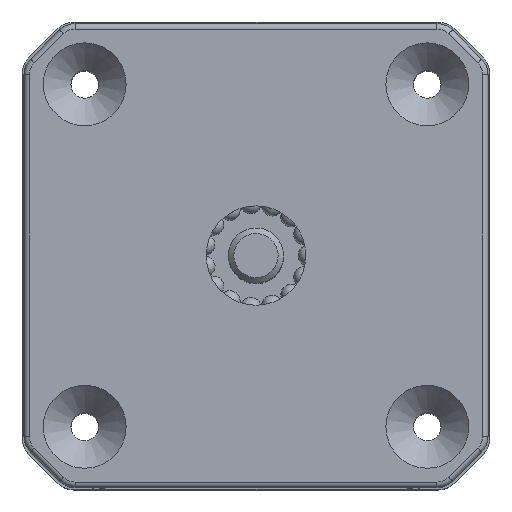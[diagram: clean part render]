
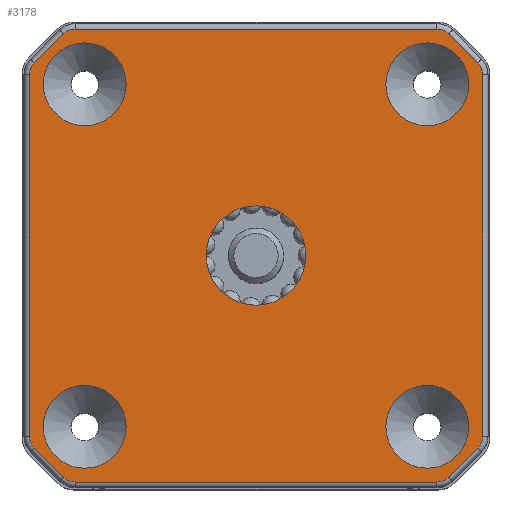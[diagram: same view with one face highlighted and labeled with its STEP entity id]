
A CAD part, top view. The second image highlights one B-rep face of the part: STEP entity #3178.
In plain terms, the highlighted planar face has unit normal (0, 0, 1).
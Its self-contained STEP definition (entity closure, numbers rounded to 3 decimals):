
#15=FACE_BOUND('',#873,.T.);
#16=FACE_BOUND('',#874,.T.);
#17=FACE_BOUND('',#875,.T.);
#18=FACE_BOUND('',#876,.T.);
#19=FACE_BOUND('',#877,.T.);
#159=LINE('',#6602,#327);
#162=LINE('',#6609,#330);
#163=LINE('',#6626,#331);
#166=LINE('',#6633,#334);
#167=LINE('',#6650,#335);
#170=LINE('',#6657,#338);
#171=LINE('',#6674,#339);
#174=LINE('',#6681,#342);
#327=VECTOR('',#3992,1000.);
#330=VECTOR('',#3999,1000.);
#331=VECTOR('',#4020,1000.);
#334=VECTOR('',#4027,1000.);
#335=VECTOR('',#4048,1000.);
#338=VECTOR('',#4055,1000.);
#339=VECTOR('',#4076,1000.);
#342=VECTOR('',#4083,1000.);
#564=PLANE('',#3500);
#697=FACE_OUTER_BOUND('',#872,.T.);
#872=EDGE_LOOP('',(#2571,#2572,#2573,#2574,#2575,#2576,#2577,#2578,#2579,
#2580,#2581,#2582,#2583,#2584,#2585,#2586));
#873=EDGE_LOOP('',(#2587));
#874=EDGE_LOOP('',(#2588));
#875=EDGE_LOOP('',(#2589));
#876=EDGE_LOOP('',(#2590));
#877=EDGE_LOOP('',(#2591));
#1071=CIRCLE('',#3420,1.5);
#1075=CIRCLE('',#3427,1.5);
#1079=CIRCLE('',#3432,1.5);
#1083=CIRCLE('',#3439,1.5);
#1087=CIRCLE('',#3444,1.5);
#1091=CIRCLE('',#3451,1.5);
#1095=CIRCLE('',#3456,1.5);
#1099=CIRCLE('',#3463,1.5);
#1116=CIRCLE('',#3501,3.75);
#1117=CIRCLE('',#3502,3.75);
#1118=CIRCLE('',#3503,3.75);
#1119=CIRCLE('',#3504,3.75);
#1120=CIRCLE('',#3505,4.5);
#1375=VERTEX_POINT('',#6590);
#1378=VERTEX_POINT('',#6595);
#1380=VERTEX_POINT('',#6600);
#1381=VERTEX_POINT('',#6605);
#1384=VERTEX_POINT('',#6612);
#1385=VERTEX_POINT('',#6617);
#1388=VERTEX_POINT('',#6624);
#1389=VERTEX_POINT('',#6629);
#1392=VERTEX_POINT('',#6636);
#1393=VERTEX_POINT('',#6641);
#1396=VERTEX_POINT('',#6648);
#1397=VERTEX_POINT('',#6653);
#1400=VERTEX_POINT('',#6660);
#1401=VERTEX_POINT('',#6665);
#1404=VERTEX_POINT('',#6672);
#1405=VERTEX_POINT('',#6677);
#1439=VERTEX_POINT('',#6790);
#1440=VERTEX_POINT('',#6792);
#1441=VERTEX_POINT('',#6794);
#1442=VERTEX_POINT('',#6796);
#1443=VERTEX_POINT('',#6798);
#1754=EDGE_CURVE('',#1375,#1378,#1071,.T.);
#1756=EDGE_CURVE('',#1378,#1380,#159,.T.);
#1760=EDGE_CURVE('',#1381,#1375,#162,.T.);
#1762=EDGE_CURVE('',#1380,#1384,#1075,.T.);
#1766=EDGE_CURVE('',#1385,#1381,#1079,.T.);
#1768=EDGE_CURVE('',#1384,#1388,#163,.T.);
#1772=EDGE_CURVE('',#1389,#1385,#166,.T.);
#1774=EDGE_CURVE('',#1388,#1392,#1083,.T.);
#1778=EDGE_CURVE('',#1393,#1389,#1087,.T.);
#1780=EDGE_CURVE('',#1392,#1396,#167,.T.);
#1784=EDGE_CURVE('',#1397,#1393,#170,.T.);
#1786=EDGE_CURVE('',#1396,#1400,#1091,.T.);
#1790=EDGE_CURVE('',#1401,#1397,#1095,.T.);
#1792=EDGE_CURVE('',#1400,#1404,#171,.T.);
#1796=EDGE_CURVE('',#1405,#1401,#174,.T.);
#1798=EDGE_CURVE('',#1404,#1405,#1099,.T.);
#1851=EDGE_CURVE('',#1439,#1439,#1116,.T.);
#1852=EDGE_CURVE('',#1440,#1440,#1117,.T.);
#1853=EDGE_CURVE('',#1441,#1441,#1118,.T.);
#1854=EDGE_CURVE('',#1442,#1442,#1119,.T.);
#1855=EDGE_CURVE('',#1443,#1443,#1120,.T.);
#2571=ORIENTED_EDGE('',*,*,#1760,.T.);
#2572=ORIENTED_EDGE('',*,*,#1754,.T.);
#2573=ORIENTED_EDGE('',*,*,#1756,.T.);
#2574=ORIENTED_EDGE('',*,*,#1762,.T.);
#2575=ORIENTED_EDGE('',*,*,#1768,.T.);
#2576=ORIENTED_EDGE('',*,*,#1774,.T.);
#2577=ORIENTED_EDGE('',*,*,#1780,.T.);
#2578=ORIENTED_EDGE('',*,*,#1786,.T.);
#2579=ORIENTED_EDGE('',*,*,#1792,.T.);
#2580=ORIENTED_EDGE('',*,*,#1798,.T.);
#2581=ORIENTED_EDGE('',*,*,#1796,.T.);
#2582=ORIENTED_EDGE('',*,*,#1790,.T.);
#2583=ORIENTED_EDGE('',*,*,#1784,.T.);
#2584=ORIENTED_EDGE('',*,*,#1778,.T.);
#2585=ORIENTED_EDGE('',*,*,#1772,.T.);
#2586=ORIENTED_EDGE('',*,*,#1766,.T.);
#2587=ORIENTED_EDGE('',*,*,#1851,.T.);
#2588=ORIENTED_EDGE('',*,*,#1852,.T.);
#2589=ORIENTED_EDGE('',*,*,#1853,.T.);
#2590=ORIENTED_EDGE('',*,*,#1854,.T.);
#2591=ORIENTED_EDGE('',*,*,#1855,.T.);
#3178=ADVANCED_FACE('',(#697,#15,#16,#17,#18,#19),#564,.F.);
#3420=AXIS2_PLACEMENT_3D('',#6597,#3986,#3987);
#3427=AXIS2_PLACEMENT_3D('',#6614,#4004,#4005);
#3432=AXIS2_PLACEMENT_3D('',#6621,#4014,#4015);
#3439=AXIS2_PLACEMENT_3D('',#6638,#4032,#4033);
#3444=AXIS2_PLACEMENT_3D('',#6645,#4042,#4043);
#3451=AXIS2_PLACEMENT_3D('',#6662,#4060,#4061);
#3456=AXIS2_PLACEMENT_3D('',#6669,#4070,#4071);
#3463=AXIS2_PLACEMENT_3D('',#6684,#4088,#4089);
#3500=AXIS2_PLACEMENT_3D('',#6789,#4198,#4199);
#3501=AXIS2_PLACEMENT_3D('',#6791,#4200,#4201);
#3502=AXIS2_PLACEMENT_3D('',#6793,#4202,#4203);
#3503=AXIS2_PLACEMENT_3D('',#6795,#4204,#4205);
#3504=AXIS2_PLACEMENT_3D('',#6797,#4206,#4207);
#3505=AXIS2_PLACEMENT_3D('',#6799,#4208,#4209);
#3986=DIRECTION('center_axis',(0.,0.,1.));
#3987=DIRECTION('ref_axis',(0.,1.,0.));
#3992=DIRECTION('',(-0.707,-0.707,0.));
#3999=DIRECTION('',(-1.,0.,0.));
#4004=DIRECTION('center_axis',(0.,0.,1.));
#4005=DIRECTION('ref_axis',(0.,1.,0.));
#4014=DIRECTION('center_axis',(0.,0.,1.));
#4015=DIRECTION('ref_axis',(0.,1.,0.));
#4020=DIRECTION('',(0.,-1.,0.));
#4027=DIRECTION('',(-0.707,0.707,0.));
#4032=DIRECTION('center_axis',(0.,0.,1.));
#4033=DIRECTION('ref_axis',(0.,1.,0.));
#4042=DIRECTION('center_axis',(0.,0.,1.));
#4043=DIRECTION('ref_axis',(0.,1.,0.));
#4048=DIRECTION('',(0.707,-0.707,0.));
#4055=DIRECTION('',(0.,1.,0.));
#4060=DIRECTION('center_axis',(0.,0.,1.));
#4061=DIRECTION('ref_axis',(0.,1.,0.));
#4070=DIRECTION('center_axis',(0.,0.,1.));
#4071=DIRECTION('ref_axis',(0.,1.,0.));
#4076=DIRECTION('',(1.,0.,0.));
#4083=DIRECTION('',(0.707,0.707,0.));
#4088=DIRECTION('center_axis',(0.,0.,1.));
#4089=DIRECTION('ref_axis',(0.,1.,0.));
#4198=DIRECTION('center_axis',(0.,0.,-1.));
#4199=DIRECTION('ref_axis',(0.,1.,0.));
#4200=DIRECTION('center_axis',(0.,0.,-1.));
#4201=DIRECTION('ref_axis',(0.,1.,0.));
#4202=DIRECTION('center_axis',(0.,0.,-1.));
#4203=DIRECTION('ref_axis',(0.,1.,0.));
#4204=DIRECTION('center_axis',(0.,0.,-1.));
#4205=DIRECTION('ref_axis',(0.,1.,0.));
#4206=DIRECTION('center_axis',(0.,0.,-1.));
#4207=DIRECTION('ref_axis',(0.,1.,0.));
#4208=DIRECTION('center_axis',(0.,0.,-1.));
#4209=DIRECTION('ref_axis',(0.,1.,0.));
#6590=CARTESIAN_POINT('',(-21.072,5.5,1125.));
#6595=CARTESIAN_POINT('',(-22.132,5.061,1125.));
#6597=CARTESIAN_POINT('Origin',(-21.072,4.,1125.));
#6600=CARTESIAN_POINT('',(-24.761,2.432,1125.));
#6602=CARTESIAN_POINT('',(-23.446,3.746,1125.));
#6605=CARTESIAN_POINT('',(11.672,5.5,1125.));
#6609=CARTESIAN_POINT('',(-4.7,5.5,1125.));
#6612=CARTESIAN_POINT('',(-25.2,1.372,1125.));
#6614=CARTESIAN_POINT('Origin',(-23.7,1.372,1125.));
#6617=CARTESIAN_POINT('',(12.732,5.061,1125.));
#6621=CARTESIAN_POINT('Origin',(11.672,4.,1125.));
#6624=CARTESIAN_POINT('',(-25.2,-31.372,1125.));
#6626=CARTESIAN_POINT('',(-25.2,-31.372,1125.));
#6629=CARTESIAN_POINT('',(15.361,2.432,1125.));
#6633=CARTESIAN_POINT('',(14.046,3.746,1125.));
#6636=CARTESIAN_POINT('',(-24.761,-32.432,1125.));
#6638=CARTESIAN_POINT('Origin',(-23.7,-31.372,1125.));
#6641=CARTESIAN_POINT('',(15.8,1.372,1125.));
#6645=CARTESIAN_POINT('Origin',(14.3,1.372,1125.));
#6648=CARTESIAN_POINT('',(-22.132,-35.061,1125.));
#6650=CARTESIAN_POINT('',(-22.132,-35.061,1125.));
#6653=CARTESIAN_POINT('',(15.8,-31.372,1125.));
#6657=CARTESIAN_POINT('',(15.8,-15.,1125.));
#6660=CARTESIAN_POINT('',(-21.072,-35.5,1125.));
#6662=CARTESIAN_POINT('Origin',(-21.072,-34.,1125.));
#6665=CARTESIAN_POINT('',(15.361,-32.432,1125.));
#6669=CARTESIAN_POINT('Origin',(14.3,-31.372,1125.));
#6672=CARTESIAN_POINT('',(11.672,-35.5,1125.));
#6674=CARTESIAN_POINT('',(11.672,-35.5,1125.));
#6677=CARTESIAN_POINT('',(12.732,-35.061,1125.));
#6681=CARTESIAN_POINT('',(15.361,-32.432,1125.));
#6684=CARTESIAN_POINT('Origin',(11.672,-34.,1125.));
#6789=CARTESIAN_POINT('Origin',(-4.7,-15.,1125.));
#6790=CARTESIAN_POINT('',(-20.2,-26.75,1125.));
#6791=CARTESIAN_POINT('Origin',(-20.2,-30.5,1125.));
#6792=CARTESIAN_POINT('',(10.8,-26.75,1125.));
#6793=CARTESIAN_POINT('Origin',(10.8,-30.5,1125.));
#6794=CARTESIAN_POINT('',(10.8,4.25,1125.));
#6795=CARTESIAN_POINT('Origin',(10.8,0.5,1125.));
#6796=CARTESIAN_POINT('',(-20.2,4.25,1125.));
#6797=CARTESIAN_POINT('Origin',(-20.2,0.5,1125.));
#6798=CARTESIAN_POINT('',(-4.7,-10.5,1125.));
#6799=CARTESIAN_POINT('Origin',(-4.7,-15.,1125.));
